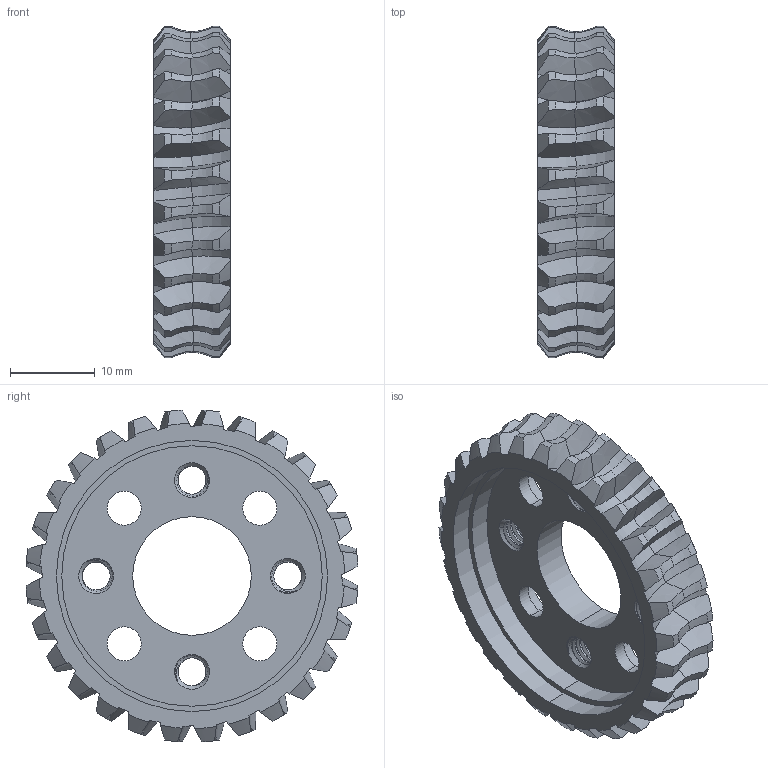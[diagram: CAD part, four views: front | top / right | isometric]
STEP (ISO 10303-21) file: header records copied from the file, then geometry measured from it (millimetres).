
FILE_DESCRIPTION(('Open CASCADE Model'),'2;1');
FILE_NAME('Open CASCADE Shape Model','2023-08-02T22:12:30',('Author'),( 'Open CASCADE'),'Open CASCADE STEP processor 7.7','Open CASCADE 7.7' ,'Unknown');
FILE_SCHEMA(('AUTOMOTIVE_DESIGN { 1 0 10303 214 1 1 1 1 }'));
Length unit declared in the file: millimetre
Products named in the file (1): Open CASCADE STEP translator 7.7 1
Bounding box: 9 x 39.18 x 39.18 mm (x, y, z)
Volume: 3832 mm3; surface area: 4869.5 mm2
Topology: 1 solids, 1 shells, 482 faces, 1364 edges, 890 vertices
Faces by surface type: cylinder 224, cone 186, torus 56, bspline 8, plane 8
Entity records: 26432 total; most frequent: CARTESIAN_POINT 14993, ORIENTED_EDGE 2728, DIRECTION 2160, EDGE_CURVE 1364, AXIS2_PLACEMENT_3D 977, VERTEX_POINT 890, FACE_BOUND 506, EDGE_LOOP 506
